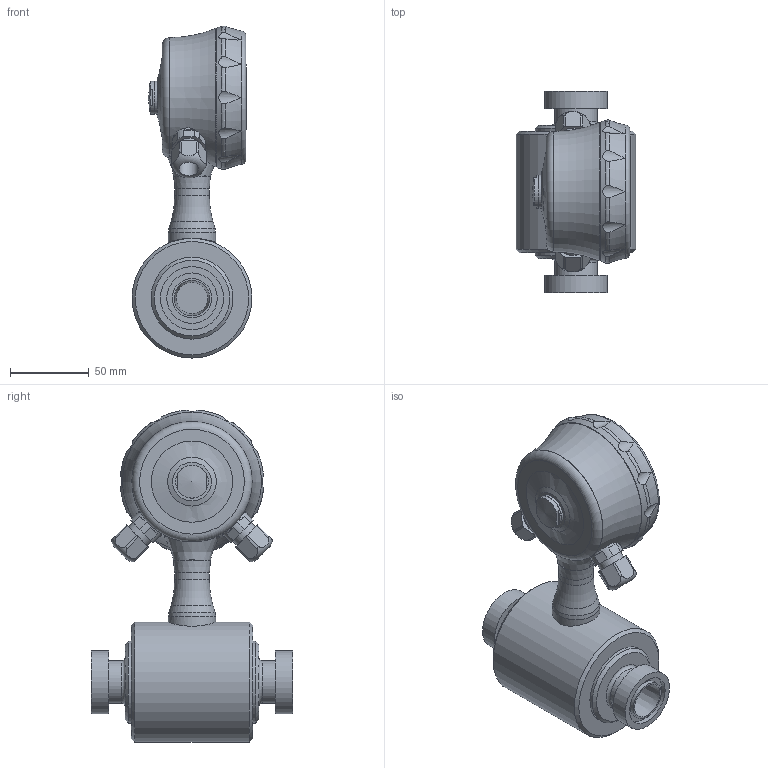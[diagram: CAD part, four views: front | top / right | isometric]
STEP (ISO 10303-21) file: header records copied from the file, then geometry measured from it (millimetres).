
FILE_DESCRIPTION( ( 'Unknown' ), '1' );
FILE_NAME( 'PF75H5xxxxxxx03x1E62xx2xxx0x0.stp', 'Unknown', ( 'Unknown' ), ( 'Unknown' ), 'PSStep 19.0.9', 'Unknown', ' ' );
FILE_SCHEMA( ( 'AUTOMOTIVE_DESIGN { 1 0 10303 214 1 1 1 1 }' ) );
Length unit declared in the file: millimetre
Products named in the file (1): Unterteil_PF75H_SMS_1145_DN20
Bounding box: 76 x 128 x 210.77 mm (x, y, z)
Volume: 703216 mm3; surface area: 82266.9 mm2
Topology: 1 solids, 16 shells, 516 faces, 1346 edges, 888 vertices
Faces by surface type: plane 264, cylinder 147, torus 39, cone 33, bspline 21, extrusion 4, revolution 4, sphere 4
Full cylindrical faces by diameter (mm): 3 x1, 3.459 x2, 12 x2, 16 x4, 16.691 x2, 20.8 x1, 21 x1, 22 x1, 23.5 x1, 25 x2, 27 x2, 30 x1, 32 x2, 40 x2, 52 x2, 76 x1, 81.2 x1, 83.7 x1, 88 x1
Entity records: 23087 total; most frequent: CARTESIAN_POINT 7014, ORIENTED_EDGE 2480, DIRECTION 2344, EDGE_CURVE 1240, AXIS2_PLACEMENT_3D 875, VERTEX_POINT 852, EDGE_LOOP 623, VECTOR 590
